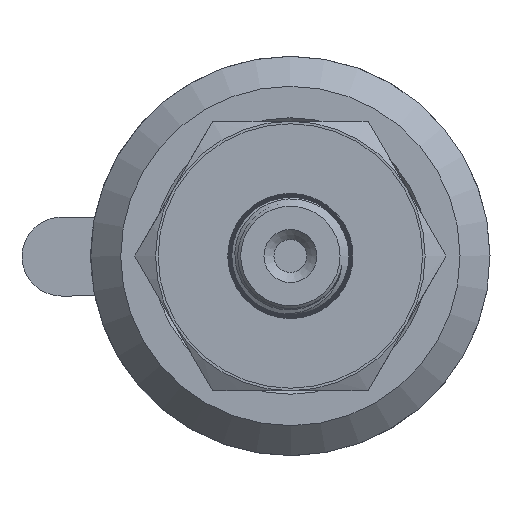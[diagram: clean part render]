
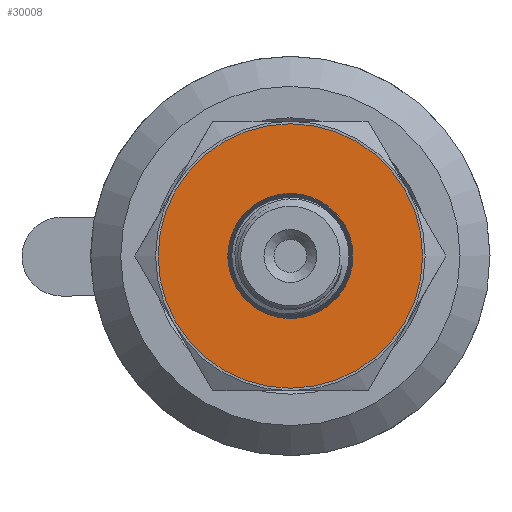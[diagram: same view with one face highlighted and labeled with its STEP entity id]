
A CAD part, left-side view. The second image highlights one B-rep face of the part: STEP entity #30008.
In plain terms, the highlighted planar face has unit normal (-1, 0, 0).
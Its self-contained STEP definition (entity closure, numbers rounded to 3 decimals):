
#508=PLANE('',#31535);
#1515=FACE_BOUND('',#3777,.T.);
#2086=FACE_OUTER_BOUND('',#3776,.T.);
#3776=EDGE_LOOP('',(#22059));
#3777=EDGE_LOOP('',(#22060));
#5234=CIRCLE('',#31424,6.27);
#5268=CIRCLE('',#31526,13.25);
#12721=VERTEX_POINT('',#41573);
#13265=VERTEX_POINT('',#50944);
#15759=EDGE_CURVE('',#12721,#12721,#5234,.T.);
#16582=EDGE_CURVE('',#13265,#13265,#5268,.T.);
#22059=ORIENTED_EDGE('',*,*,#16582,.T.);
#22060=ORIENTED_EDGE('',*,*,#15759,.T.);
#30008=ADVANCED_FACE('',(#2086,#1515),#508,.T.);
#31424=AXIS2_PLACEMENT_3D('',#41574,#33517,#33518);
#31526=AXIS2_PLACEMENT_3D('',#50945,#34001,#34002);
#31535=AXIS2_PLACEMENT_3D('',#51729,#34022,#34023);
#33517=DIRECTION('center_axis',(1.,0.,0.));
#33518=DIRECTION('ref_axis',(0.,0.,-1.));
#34001=DIRECTION('center_axis',(-1.,0.,0.));
#34002=DIRECTION('ref_axis',(0.,1.,0.));
#34022=DIRECTION('center_axis',(-1.,0.,0.));
#34023=DIRECTION('ref_axis',(0.,0.,1.));
#41573=CARTESIAN_POINT('',(-48.,-6.27,0.));
#41574=CARTESIAN_POINT('Origin',(-48.,0.,0.));
#50944=CARTESIAN_POINT('',(-48.,-13.25,0.));
#50945=CARTESIAN_POINT('Origin',(-48.,0.,0.));
#51729=CARTESIAN_POINT('Origin',(-48.,13.5,0.));
